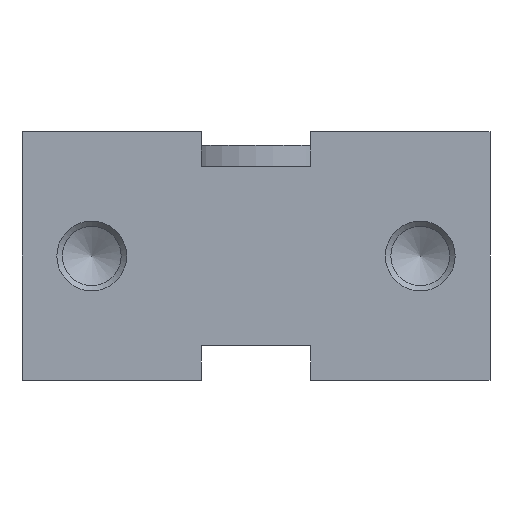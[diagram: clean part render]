
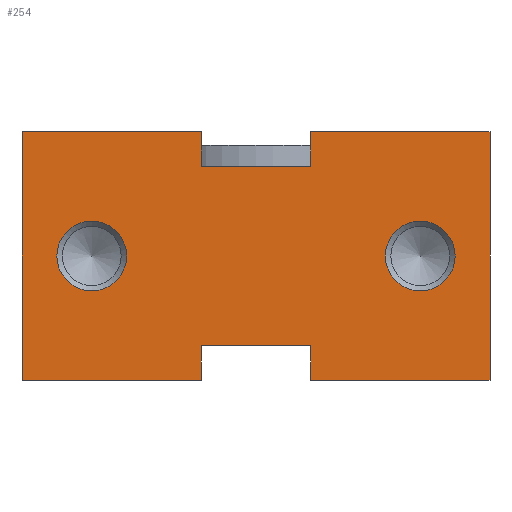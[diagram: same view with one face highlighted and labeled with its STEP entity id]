
A CAD part, front view. The second image highlights one B-rep face of the part: STEP entity #254.
In plain terms, the highlighted planar face has unit normal (0, -1, 0).
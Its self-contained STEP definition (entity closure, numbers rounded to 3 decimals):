
#254 = ADVANCED_FACE( '', ( #544, #545, #546 ), #547, .F. );
#544 = FACE_BOUND( '', #866, .T. );
#545 = FACE_BOUND( '', #867, .T. );
#546 = FACE_OUTER_BOUND( '', #868, .T. );
#547 = PLANE( '', #869 );
#866 = EDGE_LOOP( '', ( #1433 ) );
#867 = EDGE_LOOP( '', ( #1434 ) );
#868 = EDGE_LOOP( '', ( #1435, #1436, #1437, #1438, #1439, #1440, #1441, #1442, #1443, #1444, #1445, #1446 ) );
#869 = AXIS2_PLACEMENT_3D( '', #1447, #1448, #1449 );
#1433 = ORIENTED_EDGE( '', *, *, #1827, .T. );
#1434 = ORIENTED_EDGE( '', *, *, #1771, .T. );
#1435 = ORIENTED_EDGE( '', *, *, #1874, .F. );
#1436 = ORIENTED_EDGE( '', *, *, #1694, .F. );
#1437 = ORIENTED_EDGE( '', *, *, #1748, .F. );
#1438 = ORIENTED_EDGE( '', *, *, #1875, .F. );
#1439 = ORIENTED_EDGE( '', *, *, #1876, .F. );
#1440 = ORIENTED_EDGE( '', *, *, #1728, .F. );
#1441 = ORIENTED_EDGE( '', *, *, #1851, .F. );
#1442 = ORIENTED_EDGE( '', *, *, #1843, .F. );
#1443 = ORIENTED_EDGE( '', *, *, #1837, .F. );
#1444 = ORIENTED_EDGE( '', *, *, #1830, .F. );
#1445 = ORIENTED_EDGE( '', *, *, #1840, .F. );
#1446 = ORIENTED_EDGE( '', *, *, #1877, .F. );
#1447 = CARTESIAN_POINT( '', ( 0., -42.9, 0. ) );
#1448 = DIRECTION( '', ( 0., 1., 0. ) );
#1449 = DIRECTION( '', ( 0., 0., 1. ) );
#1694 = EDGE_CURVE( '', #1971, #1972, #1973, .T. );
#1728 = EDGE_CURVE( '', #2030, #2031, #2032, .T. );
#1748 = EDGE_CURVE( '', #2066, #1971, #2067, .T. );
#1771 = EDGE_CURVE( '', #2100, #2100, #2101, .T. );
#1827 = EDGE_CURVE( '', #2176, #2176, #2177, .T. );
#1830 = EDGE_CURVE( '', #2179, #2181, #2182, .T. );
#1837 = EDGE_CURVE( '', #2181, #2189, #2190, .T. );
#1840 = EDGE_CURVE( '', #2193, #2179, #2194, .T. );
#1843 = EDGE_CURVE( '', #2189, #2197, #2198, .T. );
#1851 = EDGE_CURVE( '', #2197, #2030, #2208, .T. );
#1874 = EDGE_CURVE( '', #1972, #2237, #2238, .T. );
#1875 = EDGE_CURVE( '', #2239, #2066, #2240, .T. );
#1876 = EDGE_CURVE( '', #2031, #2239, #2241, .T. );
#1877 = EDGE_CURVE( '', #2237, #2193, #2242, .T. );
#1971 = VERTEX_POINT( '', #2367 );
#1972 = VERTEX_POINT( '', #2368 );
#1973 = LINE( '', #2369, #2370 );
#2030 = VERTEX_POINT( '', #2479 );
#2031 = VERTEX_POINT( '', #2480 );
#2032 = LINE( '', #2481, #2482 );
#2066 = VERTEX_POINT( '', #2529 );
#2067 = LINE( '', #2530, #2531 );
#2100 = VERTEX_POINT( '', #2581 );
#2101 = CIRCLE( '', #2582, 7. );
#2176 = VERTEX_POINT( '', #2801 );
#2177 = CIRCLE( '', #2802, 7. );
#2179 = VERTEX_POINT( '', #2804 );
#2181 = VERTEX_POINT( '', #2807 );
#2182 = LINE( '', #2808, #2809 );
#2189 = VERTEX_POINT( '', #2850 );
#2190 = LINE( '', #2851, #2852 );
#2193 = VERTEX_POINT( '', #2856 );
#2194 = LINE( '', #2857, #2858 );
#2197 = VERTEX_POINT( '', #2862 );
#2198 = LINE( '', #2863, #2864 );
#2208 = LINE( '', #2877, #2878 );
#2237 = VERTEX_POINT( '', #2979 );
#2238 = LINE( '', #2980, #2981 );
#2239 = VERTEX_POINT( '', #2982 );
#2240 = LINE( '', #2983, #2984 );
#2241 = LINE( '', #2985, #2986 );
#2242 = LINE( '', #2987, #2988 );
#2367 = CARTESIAN_POINT( '', ( -11., -42.9, -25. ) );
#2368 = CARTESIAN_POINT( '', ( -47., -42.9, -25. ) );
#2369 = CARTESIAN_POINT( '', ( -11., -42.9, -25. ) );
#2370 = VECTOR( '', #3220, 1000. );
#2479 = CARTESIAN_POINT( '', ( 47., -42.9, -25. ) );
#2480 = CARTESIAN_POINT( '', ( 11., -42.9, -25. ) );
#2481 = CARTESIAN_POINT( '', ( 47., -42.9, -25. ) );
#2482 = VECTOR( '', #3250, 1000. );
#2529 = CARTESIAN_POINT( '', ( -11., -42.9, -18. ) );
#2530 = CARTESIAN_POINT( '', ( -11., -42.9, -18. ) );
#2531 = VECTOR( '', #3270, 1000. );
#2581 = CARTESIAN_POINT( '', ( -33., -42.9, 7. ) );
#2582 = AXIS2_PLACEMENT_3D( '', #3292, #3293, #3294 );
#2801 = CARTESIAN_POINT( '', ( 33., -42.9, 7. ) );
#2802 = AXIS2_PLACEMENT_3D( '', #3341, #3342, #3343 );
#2804 = CARTESIAN_POINT( '', ( -11., -42.9, 18. ) );
#2807 = CARTESIAN_POINT( '', ( 11., -42.9, 18. ) );
#2808 = CARTESIAN_POINT( '', ( -11., -42.9, 18. ) );
#2809 = VECTOR( '', #3345, 1000. );
#2850 = CARTESIAN_POINT( '', ( 11., -42.9, 25. ) );
#2851 = CARTESIAN_POINT( '', ( 11., -42.9, 18. ) );
#2852 = VECTOR( '', #3353, 1000. );
#2856 = CARTESIAN_POINT( '', ( -11., -42.9, 25. ) );
#2857 = CARTESIAN_POINT( '', ( -11., -42.9, 25. ) );
#2858 = VECTOR( '', #3355, 1000. );
#2862 = CARTESIAN_POINT( '', ( 47., -42.9, 25. ) );
#2863 = CARTESIAN_POINT( '', ( 11., -42.9, 25. ) );
#2864 = VECTOR( '', #3357, 1000. );
#2877 = CARTESIAN_POINT( '', ( 47., -42.9, 25. ) );
#2878 = VECTOR( '', #3364, 1000. );
#2979 = CARTESIAN_POINT( '', ( -47., -42.9, 25. ) );
#2980 = CARTESIAN_POINT( '', ( -47., -42.9, -25. ) );
#2981 = VECTOR( '', #3385, 1000. );
#2982 = CARTESIAN_POINT( '', ( 11., -42.9, -18. ) );
#2983 = CARTESIAN_POINT( '', ( 11., -42.9, -18. ) );
#2984 = VECTOR( '', #3386, 1000. );
#2985 = CARTESIAN_POINT( '', ( 11., -42.9, -25. ) );
#2986 = VECTOR( '', #3387, 1000. );
#2987 = CARTESIAN_POINT( '', ( -47., -42.9, 25. ) );
#2988 = VECTOR( '', #3388, 1000. );
#3220 = DIRECTION( '', ( -1., 0., 0. ) );
#3250 = DIRECTION( '', ( -1., 0., 0. ) );
#3270 = DIRECTION( '', ( 0., 0., -1. ) );
#3292 = CARTESIAN_POINT( '', ( -33., -42.9, 0. ) );
#3293 = DIRECTION( '', ( 0., 1., 0. ) );
#3294 = DIRECTION( '', ( 0., 0., 1. ) );
#3341 = CARTESIAN_POINT( '', ( 33., -42.9, 0. ) );
#3342 = DIRECTION( '', ( 0., 1., 0. ) );
#3343 = DIRECTION( '', ( 0., 0., 1. ) );
#3345 = DIRECTION( '', ( 1., 0., 0. ) );
#3353 = DIRECTION( '', ( 0., 0., 1. ) );
#3355 = DIRECTION( '', ( 0., 0., -1. ) );
#3357 = DIRECTION( '', ( 1., 0., 0. ) );
#3364 = DIRECTION( '', ( 0., 0., -1. ) );
#3385 = DIRECTION( '', ( 0., 0., 1. ) );
#3386 = DIRECTION( '', ( -1., 0., 0. ) );
#3387 = DIRECTION( '', ( 0., 0., 1. ) );
#3388 = DIRECTION( '', ( 1., 0., 0. ) );
